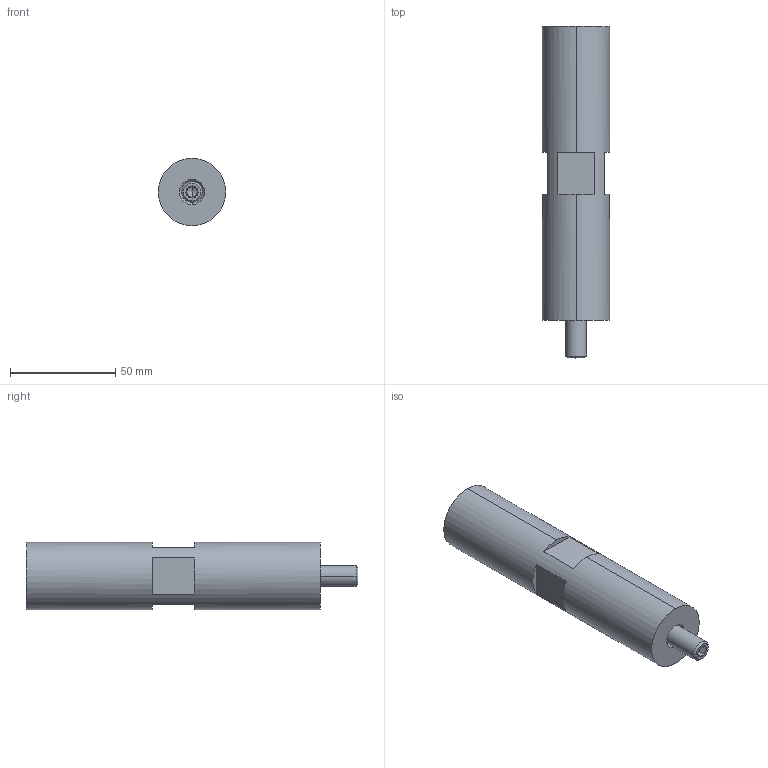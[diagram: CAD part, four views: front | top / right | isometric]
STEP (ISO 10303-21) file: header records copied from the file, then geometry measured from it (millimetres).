
FILE_DESCRIPTION (( 'STEP AP214' ), '1' );
FILE_NAME ('23310.0134.STEP', '2023-06-14T12:21:55', ( '' ), ( '' ), 'SwSTEP 2.0', 'SolidWorks 2021', '' );
FILE_SCHEMA (( 'AUTOMOTIVE_DESIGN' ));
Length unit declared in the file: millimetre
Products named in the file (1): 23310.0134
Bounding box: 32 x 158 x 32 mm (x, y, z)
Volume: 109275.7 mm3; surface area: 17544.3 mm2
Topology: 1 solids, 1 shells, 52 faces, 113 edges, 64 vertices
Faces by surface type: cone 23, plane 21, cylinder 8
Entity records: 2059 total; most frequent: CARTESIAN_POINT 345, DIRECTION 243, ORIENTED_EDGE 218, EDGE_CURVE 109, AXIS2_PLACEMENT_3D 100, VERTEX_POINT 64, EDGE_LOOP 57, UNCERTAINTY_MEASURE_WITH_UNIT 55
